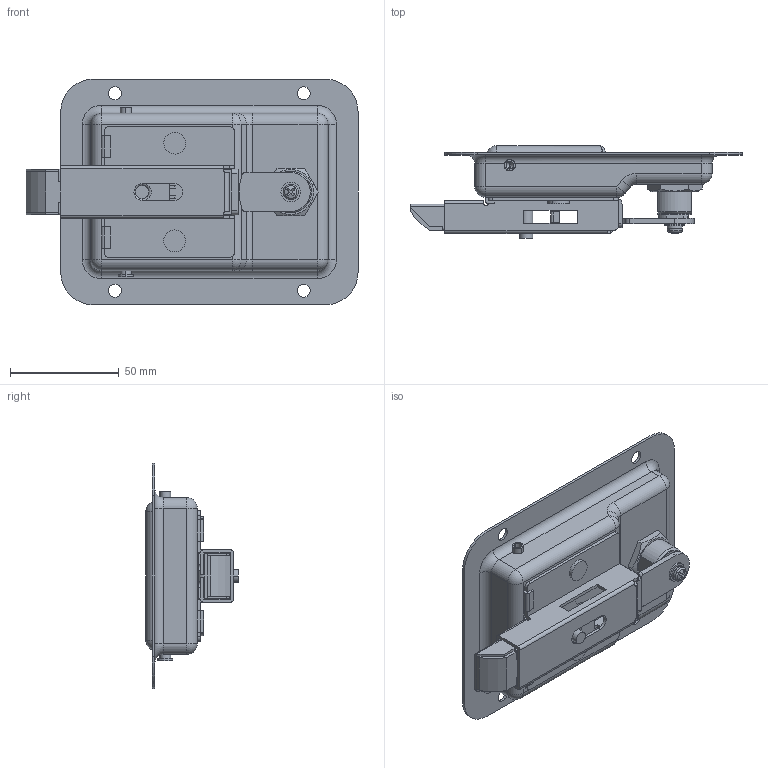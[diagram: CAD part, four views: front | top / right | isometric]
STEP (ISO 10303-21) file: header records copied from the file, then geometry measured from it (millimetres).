
FILE_DESCRIPTION (( 'STEP AP203' ), '1' );
FILE_NAME ('A-1882-C-1.STEP', '2020-02-10T06:52:23', ( '' ), ( '' ), 'SwSTEP 2.0', 'SolidWorks 2018', '' );
FILE_SCHEMA (( 'CONFIG_CONTROL_DESIGN' ));
Length unit declared in the file: millimetre
Products named in the file (22): A-1882-C_ラッチガイド_; A-1882-C_C-178—pM4SW_; A-1882-C_ラッチケース_; A-1882-C_ラッチシャフト_; A-1882-C_ハンドルシャフト_; A-1882-C_C-178梡90亱僇儉_; A-1882-C_十字穴付小ねじ_内径基準ver1.02__M4x7十字穴付なべ小ねじ(SUS); A-1882-C_儔僢僠C_; A-1882-C_シャフト_; A-1882-C_C-178Assy_; A-1882-C_儔僢僠A_; A-1882-C_C-178梡M19僫僢僩_; A-1882-C_ハンドル_; A-1882-C-1; A-1882-C_C-178用キャップ_; A-1882-C_C-178用ハウジング_; A-1882-C_本体__A-1882-C-1; A-1882-C_T0230儘乕僞乕_岞奐梡__T儘乕僞乕; A-1882-C_ロックプレート_; A-1882-C_儔僢僠Assy_; A-1882-C_C-178用M4小PW_; A-1882-C_儔僢僠B_
Assembly tree (22 placements, depth 3):
  A-1882-C-1
    A-1882-C_本体__A-1882-C-1
    A-1882-C_ハンドル_
    A-1882-C_ハンドルシャフト_
    A-1882-C_ラッチケース_
    A-1882-C_ラッチガイド_
    A-1882-C_儔僢僠Assy_
      A-1882-C_儔僢僠A_
      A-1882-C_儔僢僠B_
      A-1882-C_儔僢僠C_
    A-1882-C_シャフト_  x2
    A-1882-C_ラッチシャフト_
    A-1882-C_C-178Assy_
      A-1882-C_C-178用ハウジング_
      A-1882-C_C-178用キャップ_
      A-1882-C_T0230儘乕僞乕_岞奐梡__T儘乕僞乕
      A-1882-C_C-178梡M19僫僢僩_
      A-1882-C_十字穴付小ねじ_内径基準ver1.02__M4x7十字穴付なべ小ねじ(SUS)
      A-1882-C_ロックプレート_
      A-1882-C_C-178梡90亱僇儉_
      A-1882-C_C-178—pM4SW_
      A-1882-C_C-178用M4小PW_
Bounding box: 153 x 42.6 x 104 mm (x, y, z)
Volume: 92989.5 mm3; surface area: 84487 mm2
Topology: 20 solids, 20 shells, 686 faces, 1772 edges, 1118 vertices
Faces by surface type: plane 345, cylinder 271, torus 30, cone 20, sphere 16, bspline 4
Entity records: 23566 total; most frequent: CARTESIAN_POINT 4138, DIRECTION 3714, ORIENTED_EDGE 3480, EDGE_CURVE 1740, AXIS2_PLACEMENT_3D 1316, VERTEX_POINT 1110, LINE 1082, VECTOR 1082
